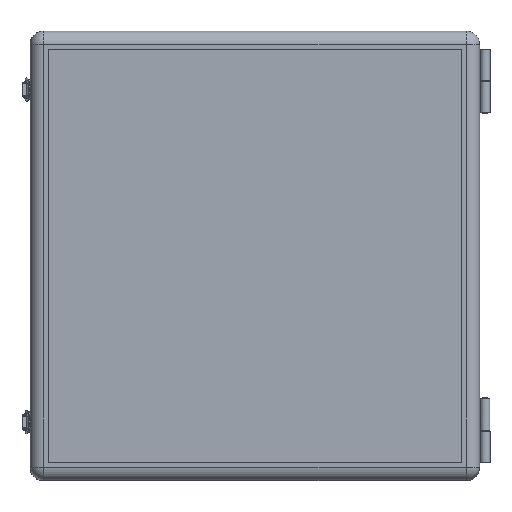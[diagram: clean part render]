
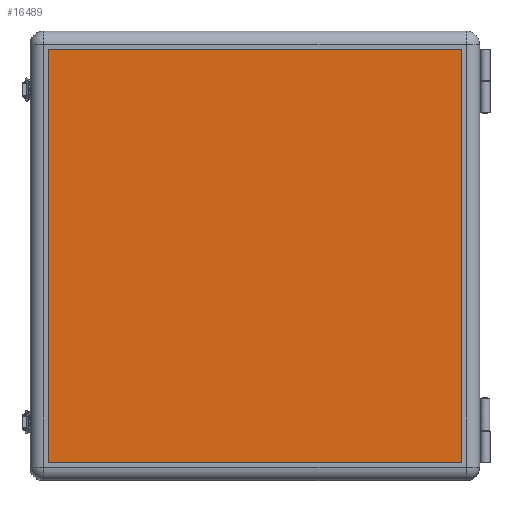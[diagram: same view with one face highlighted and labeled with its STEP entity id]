
A CAD part, top view. The second image highlights one B-rep face of the part: STEP entity #16489.
In plain terms, the highlighted face is planar.
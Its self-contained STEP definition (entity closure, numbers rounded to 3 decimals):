
#3512 = CARTESIAN_POINT ( 'NONE',  ( -235., -235., 0. ) ) ;
#3520 = FACE_OUTER_BOUND ( 'NONE', #19153, .T. ) ;
#3521 = PLANE ( 'NONE',  #71222 ) ;
#3523 = DIRECTION ( 'NONE',  ( 0., 0., 1. ) ) ;
#3524 = DIRECTION ( 'NONE',  ( 1., 0., 0. ) ) ;
#5537 = EDGE_CURVE ( 'NONE', #6878, #6751, #53138, .T. ) ;
#5540 = EDGE_CURVE ( 'NONE', #6751, #6779, #53156, .T. ) ;
#5544 = EDGE_CURVE ( 'NONE', #6900, #6878, #53168, .T. ) ;
#5546 = EDGE_CURVE ( 'NONE', #6779, #6900, #53174, .T. ) ;
#5809 = ORIENTED_EDGE ( 'NONE', *, *, #5537, .F. ) ;
#5810 = ORIENTED_EDGE ( 'NONE', *, *, #5544, .F. ) ;
#5811 = ORIENTED_EDGE ( 'NONE', *, *, #5546, .F. ) ;
#5812 = ORIENTED_EDGE ( 'NONE', *, *, #5540, .F. ) ;
#6751 = VERTEX_POINT ( 'NONE', #53757 ) ;
#6779 = VERTEX_POINT ( 'NONE', #53785 ) ;
#6878 = VERTEX_POINT ( 'NONE', #53883 ) ;
#6900 = VERTEX_POINT ( 'NONE', #53905 ) ;
#16489 = ADVANCED_FACE ( 'NONE', ( #3520 ), #3521, .F. ) ;
#19153 = EDGE_LOOP ( 'NONE', ( #5809, #5810, #5811, #5812 ) ) ;
#49557 = VECTOR ( 'NONE', #53149, 1000. ) ;
#49561 = VECTOR ( 'NONE', #53159, 1000. ) ;
#49565 = VECTOR ( 'NONE', #53171, 1000. ) ;
#49567 = VECTOR ( 'NONE', #53176, 1000. ) ;
#53138 = LINE ( 'NONE', #53148, #49557 ) ;
#53148 = CARTESIAN_POINT ( 'NONE',  ( 230., -235., 0. ) ) ;
#53149 = DIRECTION ( 'NONE',  ( 0., 1., 0. ) ) ;
#53156 = LINE ( 'NONE', #53158, #49561 ) ;
#53158 = CARTESIAN_POINT ( 'NONE',  ( -235., 230., 0. ) ) ;
#53159 = DIRECTION ( 'NONE',  ( -1., 0., 0. ) ) ;
#53168 = LINE ( 'NONE', #53170, #49565 ) ;
#53170 = CARTESIAN_POINT ( 'NONE',  ( -235., -230., 0. ) ) ;
#53171 = DIRECTION ( 'NONE',  ( 1., 0., 0. ) ) ;
#53174 = LINE ( 'NONE', #53175, #49567 ) ;
#53175 = CARTESIAN_POINT ( 'NONE',  ( -230., -235., 0. ) ) ;
#53176 = DIRECTION ( 'NONE',  ( 0., -1., 0. ) ) ;
#53757 = CARTESIAN_POINT ( 'NONE',  ( 230., 230., 0. ) ) ;
#53785 = CARTESIAN_POINT ( 'NONE',  ( -230., 230., 0. ) ) ;
#53883 = CARTESIAN_POINT ( 'NONE',  ( 230., -230., 0. ) ) ;
#53905 = CARTESIAN_POINT ( 'NONE',  ( -230., -230., 0. ) ) ;
#71222 = AXIS2_PLACEMENT_3D ( 'NONE', #3512, #3523, #3524 ) ;
